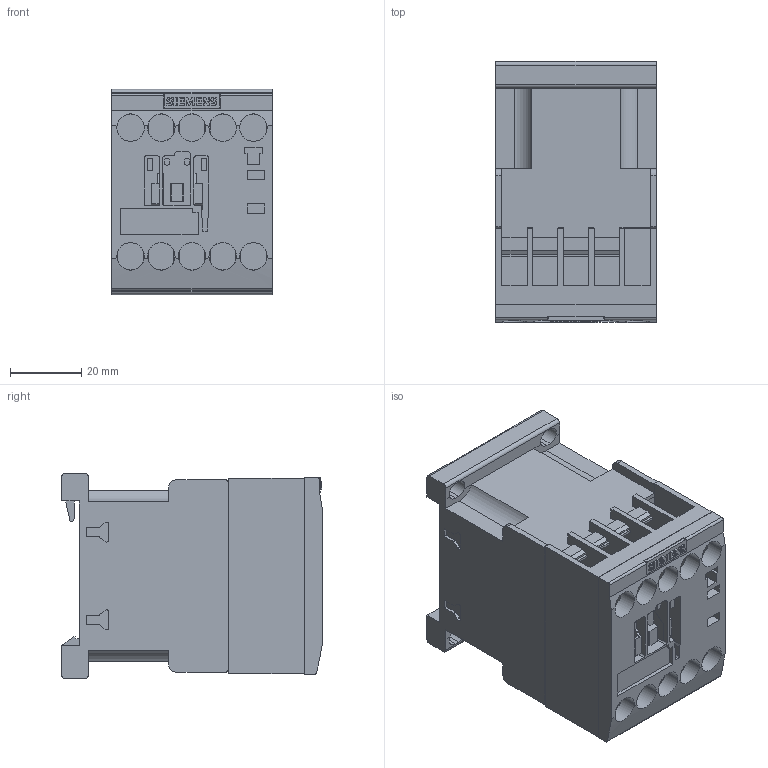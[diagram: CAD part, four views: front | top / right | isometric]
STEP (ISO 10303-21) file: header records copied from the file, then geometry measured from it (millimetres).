
FILE_DESCRIPTION(('no description'),'unknown implementation level');
FILE_NAME('3RT2015-1BB41_3D_v.stp',' ',('SIEMENS A&D'),('CADClick - KiM GmbH - www.kimweb.de'),'unknown preprocess','ACIS','unknown authorization');
FILE_SCHEMA(('automotive_design'));
Length unit declared in the file: millimetre
Products named in the file (1): 1
Bounding box: 45 x 73 x 57.5 mm (x, y, z)
Volume: 130717.8 mm3; surface area: 34492.9 mm2
Topology: 1 solids, 1 shells, 629 faces, 1907 edges, 1252 vertices
Faces by surface type: plane 496, cylinder 133
Entity records: 42445 total; most frequent: CARTESIAN_POINT 4124, ORIENTED_EDGE 3814, STYLED_ITEM 3789, PRESENTATION_STYLE_ASSIGNMENT 3789, COLOUR_RGB 3789, DIRECTION 3483, EDGE_CURVE 1907, CURVE_STYLE 1907
